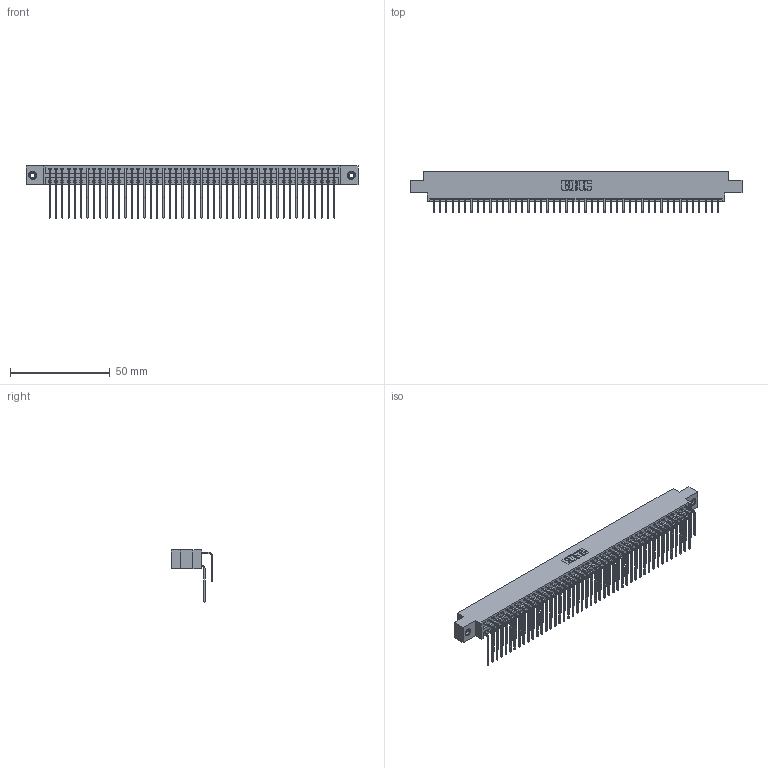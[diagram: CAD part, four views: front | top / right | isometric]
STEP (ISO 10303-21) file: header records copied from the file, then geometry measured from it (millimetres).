
FILE_DESCRIPTION (( 'STEP AP203' ), '1' );
FILE_NAME ('396-092-559-808.STEP', '2018-09-12T11:33:24', ( '' ), ( '' ), 'SwSTEP 2.0', 'SolidWorks 2016', '' );
FILE_SCHEMA (( 'CONFIG_CONTROL_DESIGN' ));
Length unit declared in the file: inch
Products named in the file (5): 345-250-001_345-250-003-102; 396-092-559-808; 346 Part_0.170 Offset - 0.156 Dia-TI; 345-292-001_558 559 Tail - 1; 345-292-001_559 Tail - 2
Assembly tree (95 placements, depth 2):
  396-092-559-808
    346 Part_0.170 Offset - 0.156 Dia-TI
    345-292-001_558 559 Tail - 1  x46
    345-292-001_559 Tail - 2  x46
    345-250-001_345-250-003-102  x2
Bounding box: 166.62 x 20.89 x 26.16 mm (x, y, z)
Volume: 16648.6 mm3; surface area: 25693.2 mm2
Topology: 95 solids, 95 shells, 5154 faces, 15289 edges, 10062 vertices
Faces by surface type: plane 3516, cylinder 1622, cone 12, torus 4
Entity records: 32584 total; most frequent: CARTESIAN_POINT 5402, ORIENTED_EDGE 5278, DIRECTION 4809, EDGE_CURVE 2639, VECTOR 2263, LINE 2263, VERTEX_POINT 1752, AXIS2_PLACEMENT_3D 1273
